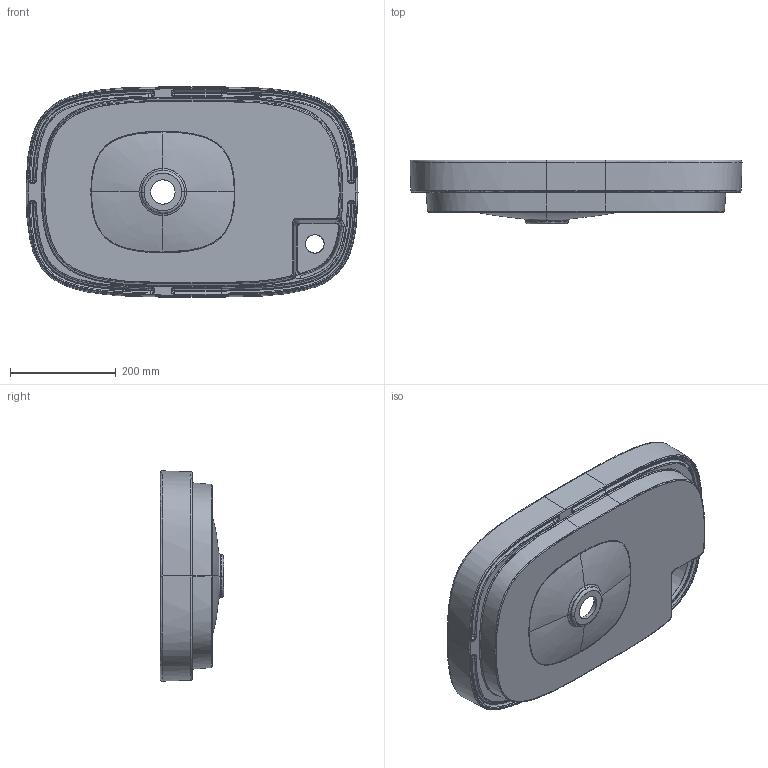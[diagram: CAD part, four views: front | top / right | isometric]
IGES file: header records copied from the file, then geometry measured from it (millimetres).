
Start section: SolidWorks IGES file using analytic representation for surfaces
Global section: file name: SBY132.IGS; native system: SolidWorks 2014; preprocessor: SolidWorks 2014; author: connun01; date: 170720.124612; units: millimetre
Bounding box: 627.06 x 120 x 397.06 mm (x, y, z)
Surface area: 682262.4 mm2 (no closed solid volume)
Topology: 0 solids, 0 shells, 216 faces, 3123 edges, 3122 vertices
Faces by surface type: bspline 164, revolution 52
